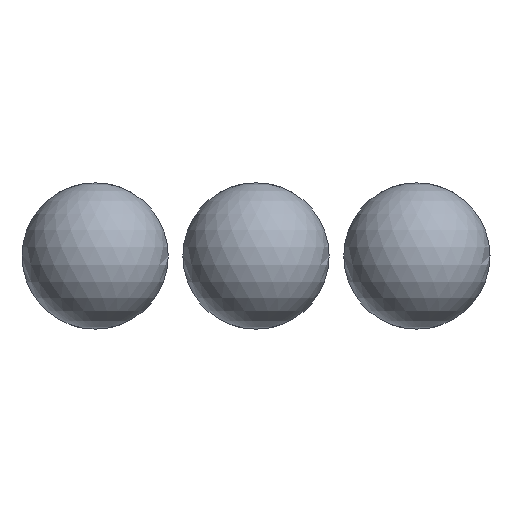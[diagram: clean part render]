
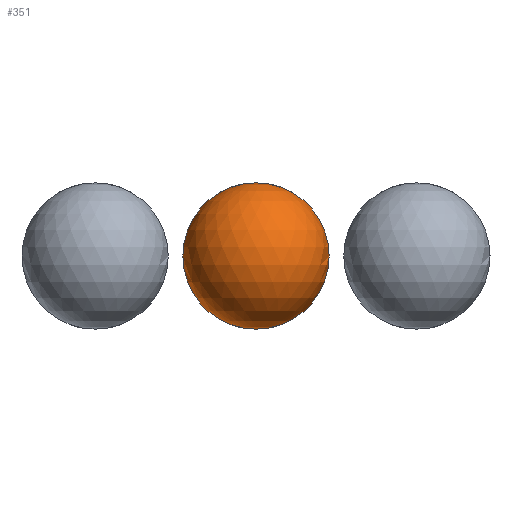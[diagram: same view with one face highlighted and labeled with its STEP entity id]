
A CAD part, left-side view. The second image highlights one B-rep face of the part: STEP entity #351.
In plain terms, the highlighted spherical face has radius 0.582 mm.
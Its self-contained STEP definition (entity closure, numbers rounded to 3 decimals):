
#214 = EDGE_CURVE('',#215,#217,#219,.T.);
#215 = VERTEX_POINT('',#216);
#216 = CARTESIAN_POINT('',(4.581,0.,-1.008));
#217 = VERTEX_POINT('',#218);
#218 = CARTESIAN_POINT('',(4.581,0.,
    -2.171));
#219 = SURFACE_CURVE('',#220,(#225,#237),.PCURVE_S1.);
#220 = CIRCLE('',#221,0.581);
#221 = AXIS2_PLACEMENT_3D('',#222,#223,#224);
#222 = CARTESIAN_POINT('',(4.581,0.,-1.59));
#223 = DIRECTION('',(1.,0.,0.));
#224 = DIRECTION('',(0.,0.,-1.));
#225 = PCURVE('',#226,#231);
#226 = CYLINDRICAL_SURFACE('',#227,0.581);
#227 = AXIS2_PLACEMENT_3D('',#228,#229,#230);
#228 = CARTESIAN_POINT('',(4.581,0.,-1.59));
#229 = DIRECTION('',(1.,0.,0.));
#230 = DIRECTION('',(0.,0.,-1.));
#231 = DEFINITIONAL_REPRESENTATION('',(#232),#236);
#232 = LINE('',#233,#234);
#233 = CARTESIAN_POINT('',(0.,0.));
#234 = VECTOR('',#235,1.);
#235 = DIRECTION('',(1.,0.));
#236 = ( GEOMETRIC_REPRESENTATION_CONTEXT(2) 
PARAMETRIC_REPRESENTATION_CONTEXT() REPRESENTATION_CONTEXT('2D SPACE',''
  ) );
#237 = PCURVE('',#238,#243);
#238 = SPHERICAL_SURFACE('',#239,0.581);
#239 = AXIS2_PLACEMENT_3D('',#240,#241,#242);
#240 = CARTESIAN_POINT('',(4.581,0.,-1.59));
#241 = DIRECTION('',(0.,0.,1.));
#242 = DIRECTION('',(1.,0.,-0.));
#243 = DEFINITIONAL_REPRESENTATION('',(#244),#248);
#244 = LINE('',#245,#246);
#245 = CARTESIAN_POINT('',(4.712,4.712));
#246 = VECTOR('',#247,1.);
#247 = DIRECTION('',(0.,-1.));
#248 = ( GEOMETRIC_REPRESENTATION_CONTEXT(2) 
PARAMETRIC_REPRESENTATION_CONTEXT() REPRESENTATION_CONTEXT('2D SPACE',''
  ) );
#330 = EDGE_CURVE('',#217,#215,#331,.T.);
#331 = SURFACE_CURVE('',#332,(#337,#344),.PCURVE_S1.);
#332 = CIRCLE('',#333,0.581);
#333 = AXIS2_PLACEMENT_3D('',#334,#335,#336);
#334 = CARTESIAN_POINT('',(4.581,0.,-1.59));
#335 = DIRECTION('',(1.,0.,0.));
#336 = DIRECTION('',(0.,0.,-1.));
#337 = PCURVE('',#226,#338);
#338 = DEFINITIONAL_REPRESENTATION('',(#339),#343);
#339 = LINE('',#340,#341);
#340 = CARTESIAN_POINT('',(0.,0.));
#341 = VECTOR('',#342,1.);
#342 = DIRECTION('',(1.,0.));
#343 = ( GEOMETRIC_REPRESENTATION_CONTEXT(2) 
PARAMETRIC_REPRESENTATION_CONTEXT() REPRESENTATION_CONTEXT('2D SPACE',''
  ) );
#344 = PCURVE('',#238,#345);
#345 = DEFINITIONAL_REPRESENTATION('',(#346),#350);
#346 = LINE('',#347,#348);
#347 = CARTESIAN_POINT('',(1.571,-1.571));
#348 = VECTOR('',#349,1.);
#349 = DIRECTION('',(0.,1.));
#350 = ( GEOMETRIC_REPRESENTATION_CONTEXT(2) 
PARAMETRIC_REPRESENTATION_CONTEXT() REPRESENTATION_CONTEXT('2D SPACE',''
  ) );
#351 = ADVANCED_FACE('',(#352),#238,.T.);
#352 = FACE_BOUND('',#353,.T.);
#353 = EDGE_LOOP('',(#354,#355));
#354 = ORIENTED_EDGE('',*,*,#214,.F.);
#355 = ORIENTED_EDGE('',*,*,#330,.F.);
